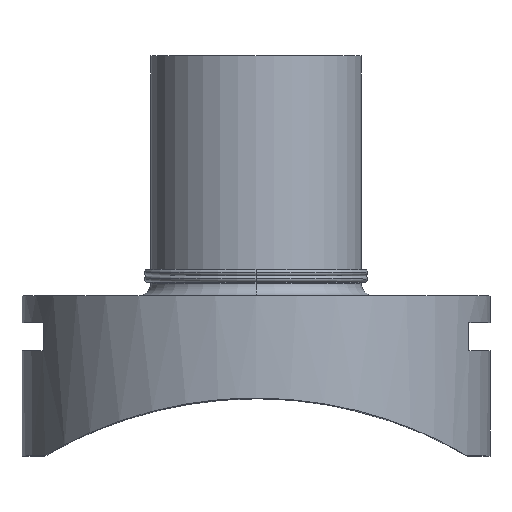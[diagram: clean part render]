
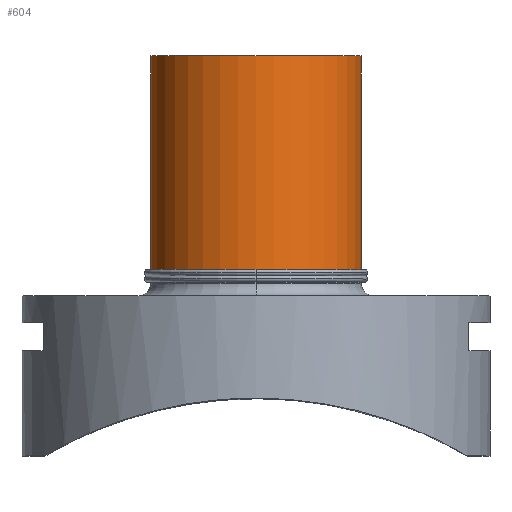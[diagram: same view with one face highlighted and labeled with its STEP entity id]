
A CAD part, top view. The second image highlights one B-rep face of the part: STEP entity #604.
In plain terms, the highlighted cylindrical face has radius 45 mm (diameter 90 mm), a partial arc.
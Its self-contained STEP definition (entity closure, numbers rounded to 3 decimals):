
#258 = VERTEX_POINT( '', #742 );
#282 = VERTEX_POINT( '', #776 );
#336 = VERTEX_POINT( '', #838 );
#364 = VERTEX_POINT( '', #868 );
#382 = EDGE_CURVE( '', #336, #646, #888, .T. );
#438 = EDGE_CURVE( '', #364, #282, #946, .T. );
#464 = EDGE_CURVE( '', #646, #258, #974, .T. );
#492 = EDGE_CURVE( '', #258, #364, #1004, .T. );
#528 = EDGE_CURVE( '', #282, #336, #1044, .T. );
#604 = ADVANCED_FACE( '', ( #1128 ), #1129, .T. );
#646 = VERTEX_POINT( '', #1176 );
#742 = CARTESIAN_POINT( '', ( 45., 78.35, 0. ) );
#776 = CARTESIAN_POINT( '', ( -45., 171., 0. ) );
#838 = CARTESIAN_POINT( '', ( -45., 78.35, 0. ) );
#868 = CARTESIAN_POINT( '', ( 45., 171., 0. ) );
#888 = CIRCLE( '', #1578, 45. );
#946 = CIRCLE( '', #1659, 45. );
#974 = CIRCLE( '', #1732, 45. );
#1004 = LINE( '', #1808, #1809 );
#1044 = LINE( '', #1859, #1860 );
#1128 = FACE_OUTER_BOUND( '', #1963, .T. );
#1129 = CYLINDRICAL_SURFACE( '', #1964, 45. );
#1176 = CARTESIAN_POINT( '', ( 0., 78.35, 45. ) );
#1578 = AXIS2_PLACEMENT_3D( '', #2396, #2397, #2398 );
#1659 = AXIS2_PLACEMENT_3D( '', #2461, #2462, #2463 );
#1732 = AXIS2_PLACEMENT_3D( '', #2497, #2498, #2499 );
#1808 = CARTESIAN_POINT( '', ( 45., 122.433, 0. ) );
#1809 = VECTOR( '', #2528, 1. );
#1859 = CARTESIAN_POINT( '', ( -45., 122.433, 0. ) );
#1860 = VECTOR( '', #2585, 1. );
#1963 = EDGE_LOOP( '', ( #2695, #2696, #2697, #2698, #2699 ) );
#1964 = AXIS2_PLACEMENT_3D( '', #2700, #2701, #2702 );
#2396 = CARTESIAN_POINT( '', ( 0., 78.35, 0. ) );
#2397 = DIRECTION( '', ( 0., 1., 0. ) );
#2398 = DIRECTION( '', ( -1., 0., 0. ) );
#2461 = CARTESIAN_POINT( '', ( 0., 171., 0. ) );
#2462 = DIRECTION( '', ( 0., -1., 0. ) );
#2463 = DIRECTION( '', ( -1., 0., 0. ) );
#2497 = CARTESIAN_POINT( '', ( 0., 78.35, 0. ) );
#2498 = DIRECTION( '', ( 0., 1., 0. ) );
#2499 = DIRECTION( '', ( -1., 0., 0. ) );
#2528 = DIRECTION( '', ( 0., 1., 0. ) );
#2585 = DIRECTION( '', ( 0., -1., 0. ) );
#2695 = ORIENTED_EDGE( '', *, *, #528, .T. );
#2696 = ORIENTED_EDGE( '', *, *, #382, .T. );
#2697 = ORIENTED_EDGE( '', *, *, #464, .T. );
#2698 = ORIENTED_EDGE( '', *, *, #492, .T. );
#2699 = ORIENTED_EDGE( '', *, *, #438, .T. );
#2700 = CARTESIAN_POINT( '', ( 0., 122.433, 0. ) );
#2701 = DIRECTION( '', ( 0., 1., 0. ) );
#2702 = DIRECTION( '', ( -1., 0., 0. ) );
